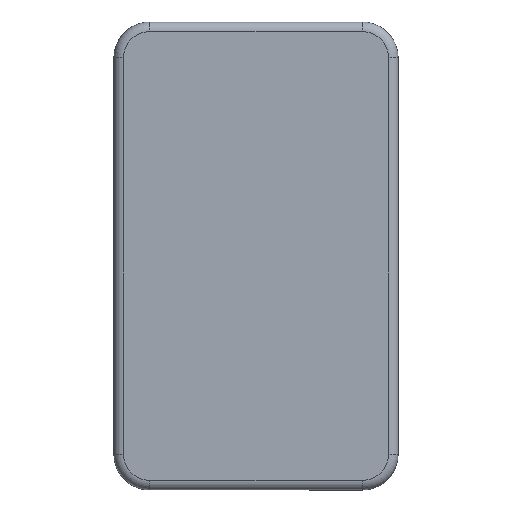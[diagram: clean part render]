
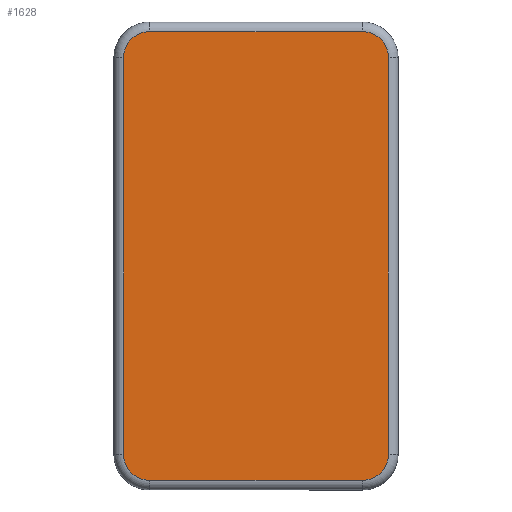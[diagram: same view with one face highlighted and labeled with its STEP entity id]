
A CAD part, top view. The second image highlights one B-rep face of the part: STEP entity #1628.
In plain terms, the highlighted planar face has unit normal (0, 0, 1).
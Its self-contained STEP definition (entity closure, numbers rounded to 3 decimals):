
#74=PLANE('',#1785);
#147=FACE_OUTER_BOUND('',#236,.T.);
#236=EDGE_LOOP('',(#1419,#1420,#1421,#1422,#1423,#1424,#1425,#1426));
#399=LINE('',#2629,#576);
#406=LINE('',#2666,#583);
#408=LINE('',#2678,#585);
#410=LINE('',#2690,#587);
#576=VECTOR('',#2108,10.);
#583=VECTOR('',#2147,10.);
#585=VECTOR('',#2161,10.);
#587=VECTOR('',#2179,10.);
#649=CIRCLE('',#1762,2.7);
#652=CIRCLE('',#1767,2.7);
#655=CIRCLE('',#1772,2.7);
#658=CIRCLE('',#1776,2.7);
#790=VERTEX_POINT('',#2627);
#791=VERTEX_POINT('',#2628);
#800=VERTEX_POINT('',#2654);
#803=VERTEX_POINT('',#2659);
#805=VERTEX_POINT('',#2664);
#807=VERTEX_POINT('',#2670);
#809=VERTEX_POINT('',#2676);
#811=VERTEX_POINT('',#2685);
#987=EDGE_CURVE('',#790,#791,#399,.T.);
#1003=EDGE_CURVE('',#803,#800,#649,.T.);
#1005=EDGE_CURVE('',#805,#803,#406,.T.);
#1008=EDGE_CURVE('',#807,#805,#652,.T.);
#1011=EDGE_CURVE('',#809,#807,#408,.T.);
#1013=EDGE_CURVE('',#791,#809,#655,.T.);
#1016=EDGE_CURVE('',#811,#790,#658,.T.);
#1018=EDGE_CURVE('',#800,#811,#410,.T.);
#1419=ORIENTED_EDGE('',*,*,#987,.F.);
#1420=ORIENTED_EDGE('',*,*,#1016,.F.);
#1421=ORIENTED_EDGE('',*,*,#1018,.F.);
#1422=ORIENTED_EDGE('',*,*,#1003,.F.);
#1423=ORIENTED_EDGE('',*,*,#1005,.F.);
#1424=ORIENTED_EDGE('',*,*,#1008,.F.);
#1425=ORIENTED_EDGE('',*,*,#1011,.F.);
#1426=ORIENTED_EDGE('',*,*,#1013,.F.);
#1628=ADVANCED_FACE('',(#147),#74,.T.);
#1762=AXIS2_PLACEMENT_3D('',#2661,#2141,#2142);
#1767=AXIS2_PLACEMENT_3D('',#2672,#2153,#2154);
#1772=AXIS2_PLACEMENT_3D('',#2681,#2165,#2166);
#1776=AXIS2_PLACEMENT_3D('',#2687,#2173,#2174);
#1785=AXIS2_PLACEMENT_3D('',#2710,#2201,#2202);
#2108=DIRECTION('',(1.,0.,0.));
#2141=DIRECTION('center_axis',(0.,0.,-1.));
#2142=DIRECTION('ref_axis',(-0.707,-0.707,0.));
#2147=DIRECTION('',(-1.,0.,0.));
#2153=DIRECTION('center_axis',(0.,0.,-1.));
#2154=DIRECTION('ref_axis',(0.707,-0.707,0.));
#2161=DIRECTION('',(0.,-1.,0.));
#2165=DIRECTION('center_axis',(0.,0.,-1.));
#2166=DIRECTION('ref_axis',(0.707,0.707,0.));
#2173=DIRECTION('center_axis',(0.,0.,-1.));
#2174=DIRECTION('ref_axis',(-0.707,0.707,0.));
#2179=DIRECTION('',(0.,1.,0.));
#2201=DIRECTION('center_axis',(0.,0.,1.));
#2202=DIRECTION('ref_axis',(1.,0.,0.));
#2627=CARTESIAN_POINT('',(-22.15,41.95,1.45));
#2628=CARTESIAN_POINT('',(-0.15,41.95,1.45));
#2629=CARTESIAN_POINT('',(-5.65,41.95,1.45));
#2654=CARTESIAN_POINT('',(-24.85,-1.75,1.45));
#2659=CARTESIAN_POINT('',(-22.15,-4.45,1.45));
#2661=CARTESIAN_POINT('Origin',(-22.15,-1.75,1.45));
#2664=CARTESIAN_POINT('',(-0.15,-4.45,1.45));
#2666=CARTESIAN_POINT('',(-16.65,-4.45,1.45));
#2670=CARTESIAN_POINT('',(2.55,-1.75,1.45));
#2672=CARTESIAN_POINT('Origin',(-0.15,-1.75,1.45));
#2676=CARTESIAN_POINT('',(2.55,39.25,1.45));
#2678=CARTESIAN_POINT('',(2.55,8.5,1.45));
#2681=CARTESIAN_POINT('Origin',(-0.15,39.25,1.45));
#2685=CARTESIAN_POINT('',(-24.85,39.25,1.45));
#2687=CARTESIAN_POINT('Origin',(-22.15,39.25,1.45));
#2690=CARTESIAN_POINT('',(-24.85,29.,1.45));
#2710=CARTESIAN_POINT('Origin',(-11.15,18.75,1.45));
